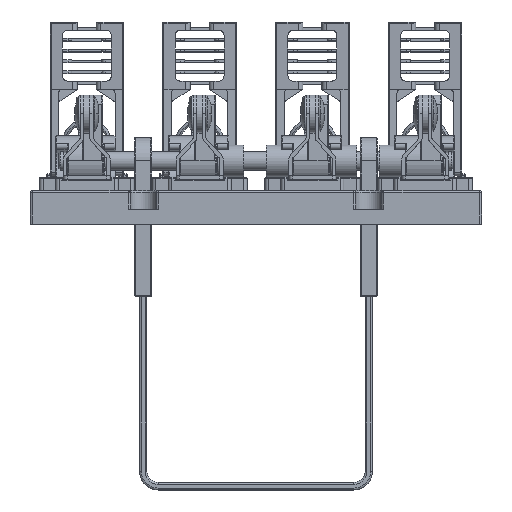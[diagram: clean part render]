
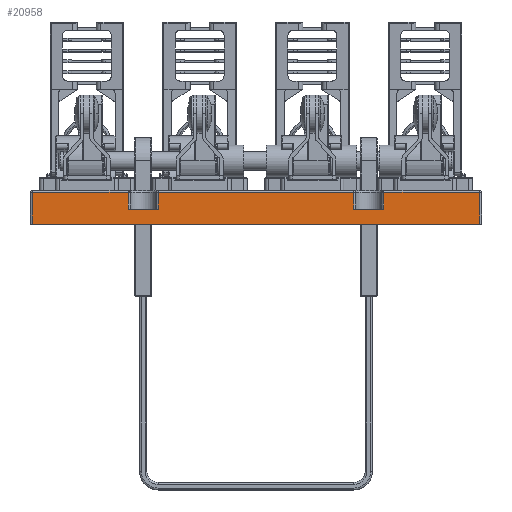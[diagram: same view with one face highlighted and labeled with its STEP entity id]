
A CAD part, top view. The second image highlights one B-rep face of the part: STEP entity #20958.
In plain terms, the highlighted planar face has unit normal (0, 0, 1).
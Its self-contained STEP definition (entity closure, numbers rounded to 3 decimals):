
#1160=DIRECTION('',(1.,0.,0.));
#1161=VECTOR('',#1160,238.);
#1162=CARTESIAN_POINT('',(-149.,0.,89.));
#1163=LINE('',#1162,#1161);
#2147=DIRECTION('',(-1.,0.,0.));
#2148=VECTOR('',#2147,16.);
#2149=CARTESIAN_POINT('',(38.,8.,89.));
#2150=LINE('',#2149,#2148);
#2164=DIRECTION('',(-1.,0.,0.));
#2165=VECTOR('',#2164,16.);
#2166=CARTESIAN_POINT('',(-82.,8.,89.));
#2167=LINE('',#2166,#2165);
#2319=DIRECTION('',(0.,-1.,0.));
#2320=VECTOR('',#2319,9.);
#2321=CARTESIAN_POINT('',(38.,17.,89.));
#2322=LINE('',#2321,#2320);
#2323=DIRECTION('',(1.,0.,0.));
#2324=VECTOR('',#2323,51.);
#2325=CARTESIAN_POINT('',(38.,17.,89.));
#2326=LINE('',#2325,#2324);
#2327=DIRECTION('',(0.,-1.,0.));
#2328=VECTOR('',#2327,17.);
#2329=CARTESIAN_POINT('',(89.,17.,89.));
#2330=LINE('',#2329,#2328);
#2331=DIRECTION('',(0.,-1.,0.));
#2332=VECTOR('',#2331,17.);
#2333=CARTESIAN_POINT('',(-149.,17.,89.));
#2334=LINE('',#2333,#2332);
#2335=DIRECTION('',(1.,0.,0.));
#2336=VECTOR('',#2335,51.);
#2337=CARTESIAN_POINT('',(-149.,17.,89.));
#2338=LINE('',#2337,#2336);
#2339=DIRECTION('',(0.,1.,0.));
#2340=VECTOR('',#2339,9.);
#2341=CARTESIAN_POINT('',(-98.,8.,89.));
#2342=LINE('',#2341,#2340);
#2343=DIRECTION('',(0.,-1.,0.));
#2344=VECTOR('',#2343,9.);
#2345=CARTESIAN_POINT('',(-82.,17.,89.));
#2346=LINE('',#2345,#2344);
#2347=DIRECTION('',(1.,0.,0.));
#2348=VECTOR('',#2347,104.);
#2349=CARTESIAN_POINT('',(-82.,17.,89.));
#2350=LINE('',#2349,#2348);
#2351=DIRECTION('',(0.,1.,0.));
#2352=VECTOR('',#2351,9.);
#2353=CARTESIAN_POINT('',(22.,8.,89.));
#2354=LINE('',#2353,#2352);
#15110=CARTESIAN_POINT('',(-149.,0.,89.));
#15112=VERTEX_POINT('',#15110);
#15114=CARTESIAN_POINT('',(-149.,17.,89.));
#15115=VERTEX_POINT('',#15114);
#15117=CARTESIAN_POINT('',(89.,0.,89.));
#15119=VERTEX_POINT('',#15117);
#15120=CARTESIAN_POINT('',(89.,17.,89.));
#15121=VERTEX_POINT('',#15120);
#15282=CARTESIAN_POINT('',(38.,17.,89.));
#15283=CARTESIAN_POINT('',(38.,8.,89.));
#15284=VERTEX_POINT('',#15282);
#15285=VERTEX_POINT('',#15283);
#15300=CARTESIAN_POINT('',(22.,17.,89.));
#15301=VERTEX_POINT('',#15300);
#15302=CARTESIAN_POINT('',(22.,8.,89.));
#15303=VERTEX_POINT('',#15302);
#15310=CARTESIAN_POINT('',(-82.,17.,89.));
#15311=CARTESIAN_POINT('',(-82.,8.,89.));
#15312=VERTEX_POINT('',#15310);
#15313=VERTEX_POINT('',#15311);
#15328=CARTESIAN_POINT('',(-98.,17.,89.));
#15329=VERTEX_POINT('',#15328);
#15330=CARTESIAN_POINT('',(-98.,8.,89.));
#15331=VERTEX_POINT('',#15330);
#20936=CARTESIAN_POINT('',(-150.,0.,89.));
#20937=DIRECTION('',(0.,0.,1.));
#20938=DIRECTION('',(1.,0.,0.));
#20939=AXIS2_PLACEMENT_3D('',#20936,#20937,#20938);
#20940=PLANE('',#20939);
#20941=ORIENTED_EDGE('',*,*,#20615,.F.);
#20942=ORIENTED_EDGE('',*,*,#20560,.T.);
#20943=ORIENTED_EDGE('',*,*,#20928,.T.);
#20944=ORIENTED_EDGE('',*,*,#19967,.F.);
#20945=ORIENTED_EDGE('',*,*,#20507,.F.);
#20946=ORIENTED_EDGE('',*,*,#20587,.T.);
#20948=ORIENTED_EDGE('',*,*,#20947,.F.);
#20949=ORIENTED_EDGE('',*,*,#20718,.F.);
#20951=ORIENTED_EDGE('',*,*,#20950,.F.);
#20952=ORIENTED_EDGE('',*,*,#20572,.T.);
#20954=ORIENTED_EDGE('',*,*,#20953,.F.);
#20955=ORIENTED_EDGE('',*,*,#20694,.F.);
#20956=EDGE_LOOP('',(#20941,#20942,#20943,#20944,#20945,#20946,#20948,#20949,
#20951,#20952,#20954,#20955));
#20957=FACE_OUTER_BOUND('',#20956,.F.);
#19967=EDGE_CURVE('',#15112,#15119,#1163,.T.);
#20507=EDGE_CURVE('',#15115,#15112,#2334,.T.);
#20560=EDGE_CURVE('',#15284,#15121,#2326,.T.);
#20572=EDGE_CURVE('',#15312,#15301,#2350,.T.);
#20587=EDGE_CURVE('',#15115,#15329,#2338,.T.);
#20615=EDGE_CURVE('',#15284,#15285,#2322,.T.);
#20694=EDGE_CURVE('',#15285,#15303,#2150,.T.);
#20718=EDGE_CURVE('',#15313,#15331,#2167,.T.);
#20928=EDGE_CURVE('',#15121,#15119,#2330,.T.);
#20947=EDGE_CURVE('',#15331,#15329,#2342,.T.);
#20950=EDGE_CURVE('',#15312,#15313,#2346,.T.);
#20953=EDGE_CURVE('',#15303,#15301,#2354,.T.);
#20958=ADVANCED_FACE('',(#20957),#20940,.T.);
